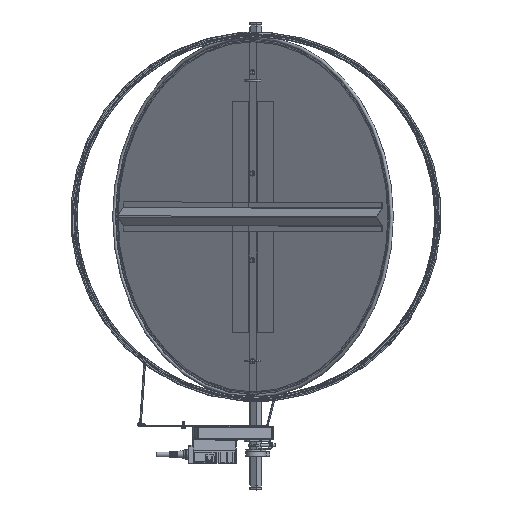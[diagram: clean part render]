
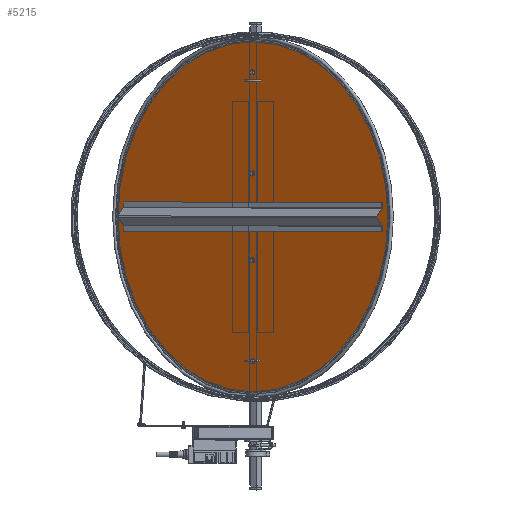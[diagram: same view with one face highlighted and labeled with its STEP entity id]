
A CAD part, front view. The second image highlights one B-rep face of the part: STEP entity #5215.
In plain terms, the highlighted face is planar.
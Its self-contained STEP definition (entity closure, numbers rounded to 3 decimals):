
#5184=CARTESIAN_POINT('',(305.0,0.,0.9));
#5185=VERTEX_POINT('',#5184);
#5186=CARTESIAN_POINT('',(0.0,0.0,0.9));
#5187=DIRECTION('',(0.0,0.0,-1.0));
#5188=DIRECTION('',(-1.0,0.0,0.0));
#5189=AXIS2_PLACEMENT_3D('',#5186,#5187,#5188);
#5190=CIRCLE('',#5189,305.0);
#5191=EDGE_CURVE('',#5185,#5185,#5190,.T.);
#5207=CARTESIAN_POINT('',(0.0,0.0,0.9));
#5208=DIRECTION('',(0.0,0.0,-1.0));
#5209=DIRECTION('',(-1.0,0.0,0.0));
#5210=AXIS2_PLACEMENT_3D('',#5207,#5208,#5209);
#5211=PLANE('',#5210);
#5212=ORIENTED_EDGE('',*,*,#5191,.F.);
#5213=EDGE_LOOP('',(#5212));
#5214=FACE_OUTER_BOUND('',#5213,.T.);
#5215=ADVANCED_FACE('',(#5214),#5211,.F.);
